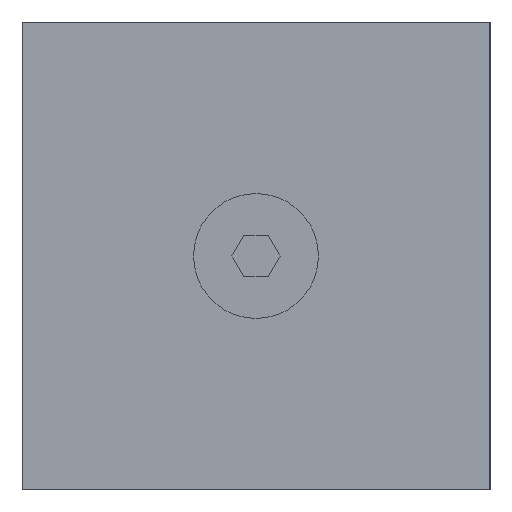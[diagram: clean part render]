
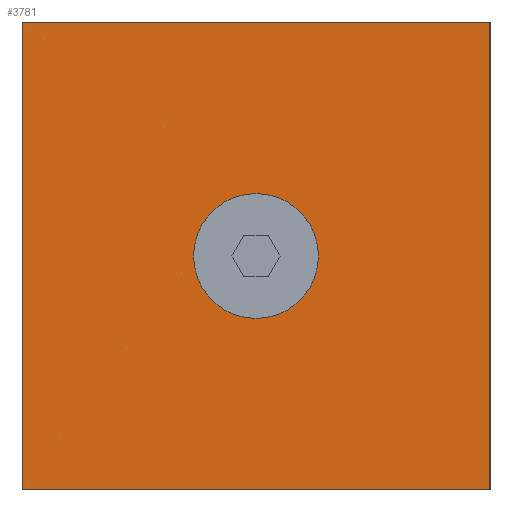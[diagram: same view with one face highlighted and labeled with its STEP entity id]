
A CAD part, left-side view. The second image highlights one B-rep face of the part: STEP entity #3781.
In plain terms, the highlighted face is planar.
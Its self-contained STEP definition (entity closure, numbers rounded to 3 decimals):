
#306 = DIRECTION ( 'NONE',  ( 0., -1., 0. ) ) ;
#313 = ORIENTED_EDGE ( 'NONE', *, *, #4312, .T. ) ;
#394 = EDGE_CURVE ( 'NONE', #3356, #1376, #1122, .T. ) ;
#420 = EDGE_CURVE ( 'NONE', #1385, #3058, #2479, .T. ) ;
#723 = CARTESIAN_POINT ( 'NONE',  ( 22.5, 0., -22.5 ) ) ;
#741 = LINE ( 'NONE', #4283, #4056 ) ;
#1122 = CIRCLE ( 'NONE', #1523, 6. ) ;
#1343 = AXIS2_PLACEMENT_3D ( 'NONE', #1706, #2095, #4909 ) ;
#1376 = VERTEX_POINT ( 'NONE', #4131 ) ;
#1377 = FACE_BOUND ( 'NONE', #5028, .T. ) ;
#1385 = VERTEX_POINT ( 'NONE', #4498 ) ;
#1444 = VECTOR ( 'NONE', #2277, 1000. ) ;
#1520 = CARTESIAN_POINT ( 'NONE',  ( -22.5, 0., 22.5 ) ) ;
#1523 = AXIS2_PLACEMENT_3D ( 'NONE', #4706, #306, #1551 ) ;
#1551 = DIRECTION ( 'NONE',  ( 0., 0., -1. ) ) ;
#1567 = VERTEX_POINT ( 'NONE', #2688 ) ;
#1685 = ORIENTED_EDGE ( 'NONE', *, *, #394, .T. ) ;
#1706 = CARTESIAN_POINT ( 'NONE',  ( 0., 0., 0. ) ) ;
#1946 = EDGE_CURVE ( 'NONE', #3121, #1567, #4923, .T. ) ;
#2095 = DIRECTION ( 'NONE',  ( 0., 1., 0. ) ) ;
#2277 = DIRECTION ( 'NONE',  ( 0., 0., 1. ) ) ;
#2355 = ORIENTED_EDGE ( 'NONE', *, *, #3300, .T. ) ;
#2479 = LINE ( 'NONE', #1520, #4747 ) ;
#2494 = CIRCLE ( 'NONE', #5079, 6. ) ;
#2686 = DIRECTION ( 'NONE',  ( 1., 0., 0. ) ) ;
#2688 = CARTESIAN_POINT ( 'NONE',  ( -22.5, 0., -22.5 ) ) ;
#2754 = CARTESIAN_POINT ( 'NONE',  ( 22.5, 0., -22.5 ) ) ;
#2763 = CARTESIAN_POINT ( 'NONE',  ( 0., 0., 0. ) ) ;
#3058 = VERTEX_POINT ( 'NONE', #3405 ) ;
#3121 = VERTEX_POINT ( 'NONE', #723 ) ;
#3125 = DIRECTION ( 'NONE',  ( 0., 0., -1. ) ) ;
#3300 = EDGE_CURVE ( 'NONE', #1567, #1385, #4248, .T. ) ;
#3356 = VERTEX_POINT ( 'NONE', #3918 ) ;
#3405 = CARTESIAN_POINT ( 'NONE',  ( 22.5, 0., 22.5 ) ) ;
#3419 = FACE_OUTER_BOUND ( 'NONE', #3499, .T. ) ;
#3499 = EDGE_LOOP ( 'NONE', ( #2355, #4178, #4256, #4440 ) ) ;
#3544 = DIRECTION ( 'NONE',  ( -1., 0., 0. ) ) ;
#3661 = VECTOR ( 'NONE', #3544, 1000. ) ;
#3781 = ADVANCED_FACE ( 'NONE', ( #1377, #3419 ), #4489, .T. ) ;
#3918 = CARTESIAN_POINT ( 'NONE',  ( 0., 0., -6. ) ) ;
#3947 = DIRECTION ( 'NONE',  ( 0., -1., 0. ) ) ;
#4056 = VECTOR ( 'NONE', #3125, 1000. ) ;
#4131 = CARTESIAN_POINT ( 'NONE',  ( 0., 0., 6. ) ) ;
#4178 = ORIENTED_EDGE ( 'NONE', *, *, #420, .T. ) ;
#4181 = EDGE_CURVE ( 'NONE', #3058, #3121, #741, .T. ) ;
#4248 = LINE ( 'NONE', #4271, #1444 ) ;
#4256 = ORIENTED_EDGE ( 'NONE', *, *, #4181, .T. ) ;
#4271 = CARTESIAN_POINT ( 'NONE',  ( -22.5, 0., -22.5 ) ) ;
#4283 = CARTESIAN_POINT ( 'NONE',  ( 22.5, 0., 22.5 ) ) ;
#4312 = EDGE_CURVE ( 'NONE', #1376, #3356, #2494, .T. ) ;
#4440 = ORIENTED_EDGE ( 'NONE', *, *, #1946, .T. ) ;
#4489 = PLANE ( 'NONE',  #1343 ) ;
#4498 = CARTESIAN_POINT ( 'NONE',  ( -22.5, 0., 22.5 ) ) ;
#4706 = CARTESIAN_POINT ( 'NONE',  ( 0., 0., 0. ) ) ;
#4747 = VECTOR ( 'NONE', #2686, 1000. ) ;
#4771 = DIRECTION ( 'NONE',  ( 0., 0., -1. ) ) ;
#4909 = DIRECTION ( 'NONE',  ( 0., 0., 1. ) ) ;
#4923 = LINE ( 'NONE', #2754, #3661 ) ;
#5028 = EDGE_LOOP ( 'NONE', ( #313, #1685 ) ) ;
#5079 = AXIS2_PLACEMENT_3D ( 'NONE', #2763, #3947, #4771 ) ;
